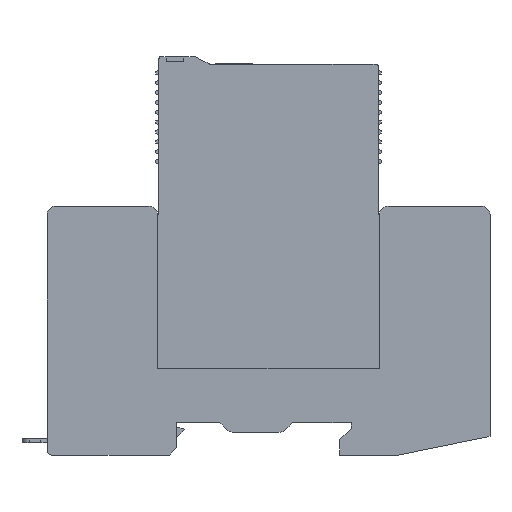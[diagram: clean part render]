
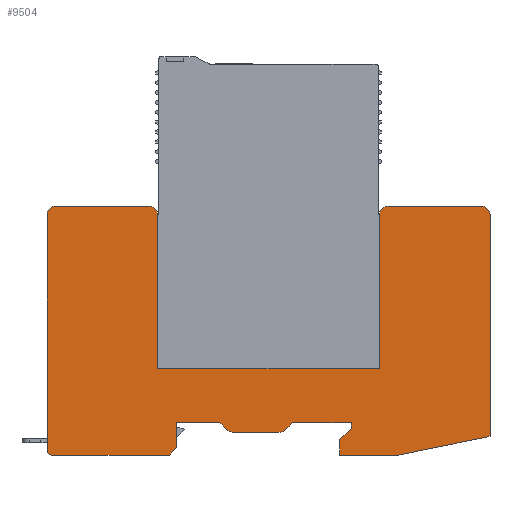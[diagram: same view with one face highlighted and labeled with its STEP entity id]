
A CAD part, front view. The second image highlights one B-rep face of the part: STEP entity #9504.
In plain terms, the highlighted planar face has unit normal (0, -1, 0).
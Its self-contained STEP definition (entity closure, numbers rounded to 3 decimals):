
#8173=DIRECTION('',(1.,0.,0.));
#8174=VECTOR('',#8173,18.9);
#8175=CARTESIAN_POINT('',(-56.19,-22.7,
45.496));
#8176=LINE('',#8175,#8174);
#8180=CARTESIAN_POINT('',(-37.29,-22.7,
43.696));
#8181=DIRECTION('',(0.,1.,0.));
#8182=DIRECTION('',(0.,0.,1.));
#8183=AXIS2_PLACEMENT_3D('',#8180,#8181,#8182);
#8188=DIRECTION('',(0.,0.,-1.));
#8189=VECTOR('',#8188,31.3);
#8190=CARTESIAN_POINT('',(-35.49,-22.7,
43.696));
#8191=LINE('',#8190,#8189);
#8195=DIRECTION('',(1.,0.,0.));
#8196=VECTOR('',#8195,45.);
#8197=CARTESIAN_POINT('',(-35.49,-22.7,
12.396));
#8198=LINE('',#8197,#8196);
#8202=DIRECTION('',(0.,0.,1.));
#8203=VECTOR('',#8202,31.3);
#8204=CARTESIAN_POINT('',(9.51,-22.7,12.396));
#8205=LINE('',#8204,#8203);
#8209=CARTESIAN_POINT('',(11.31,-22.7,43.696));
#8210=DIRECTION('',(0.,1.,0.));
#8211=DIRECTION('',(-1.,0.,0.));
#8212=AXIS2_PLACEMENT_3D('',#8209,#8210,#8211);
#8217=DIRECTION('',(1.,0.,0.));
#8218=VECTOR('',#8217,18.9);
#8219=CARTESIAN_POINT('',(11.31,-22.7,45.496));
#8220=LINE('',#8219,#8218);
#8224=CARTESIAN_POINT('',(30.21,-22.7,43.696));
#8225=DIRECTION('',(0.,1.,0.));
#8226=DIRECTION('',(0.,0.,1.));
#8227=AXIS2_PLACEMENT_3D('',#8224,#8225,#8226);
#8232=DIRECTION('',(0.,0.,-1.));
#8233=VECTOR('',#8232,45.);
#8234=CARTESIAN_POINT('',(32.01,-22.7,43.696));
#8235=LINE('',#8234,#8233);
#8239=DIRECTION('',(-0.98,0.,-0.201));
#8240=VECTOR('',#8239,18.886);
#8241=CARTESIAN_POINT('',(32.01,-22.7,
-1.304));
#8242=LINE('',#8241,#8240);
#8246=DIRECTION('',(-1.,0.,0.));
#8247=VECTOR('',#8246,12.);
#8248=CARTESIAN_POINT('',(13.51,-22.7,
-5.104));
#8249=LINE('',#8248,#8247);
#8253=DIRECTION('',(0.,0.,1.));
#8254=VECTOR('',#8253,3.1);
#8255=CARTESIAN_POINT('',(1.51,-22.7,
-5.104));
#8256=LINE('',#8255,#8254);
#8260=DIRECTION('',(0.707,0.,0.707));
#8261=VECTOR('',#8260,3.253);
#8262=CARTESIAN_POINT('',(1.51,-22.7,
-2.004));
#8263=LINE('',#8262,#8261);
#8267=DIRECTION('',(0.,0.,1.));
#8268=VECTOR('',#8267,1.2);
#8269=CARTESIAN_POINT('',(3.81,-22.7,
0.296));
#8270=LINE('',#8269,#8268);
#8274=DIRECTION('',(-1.,0.,0.));
#8275=VECTOR('',#8274,11.911);
#8276=CARTESIAN_POINT('',(3.81,-22.7,1.496));
#8277=LINE('',#8276,#8275);
#8281=DIRECTION('',(-0.707,0.,-0.707));
#8282=VECTOR('',#8281,2.);
#8283=CARTESIAN_POINT('',(-8.101,-22.7,
1.496));
#8284=LINE('',#8283,#8282);
#8288=CARTESIAN_POINT('',(-10.93,-22.7,
1.496));
#8289=DIRECTION('',(0.,1.,0.));
#8290=DIRECTION('',(0.707,0.,-0.707));
#8291=AXIS2_PLACEMENT_3D('',#8288,#8289,#8290);
#8296=DIRECTION('',(-1.,0.,0.));
#8297=VECTOR('',#8296,9.146);
#8298=CARTESIAN_POINT('',(-10.93,-22.7,
-0.504));
#8299=LINE('',#8298,#8297);
#8303=CARTESIAN_POINT('',(-20.076,-22.7,
1.496));
#8304=DIRECTION('',(0.,1.,0.));
#8305=DIRECTION('',(0.,0.,-1.));
#8306=AXIS2_PLACEMENT_3D('',#8303,#8304,#8305);
#8311=DIRECTION('',(-0.707,0.,0.707));
#8312=VECTOR('',#8311,2.);
#8313=CARTESIAN_POINT('',(-21.49,-22.7,
0.082));
#8314=LINE('',#8313,#8312);
#8318=DIRECTION('',(-1.,0.,0.));
#8319=VECTOR('',#8318,8.786);
#8320=CARTESIAN_POINT('',(-22.904,-22.7,
1.496));
#8321=LINE('',#8320,#8319);
#8325=DIRECTION('',(0.,0.,-1.));
#8326=VECTOR('',#8325,5.1);
#8327=CARTESIAN_POINT('',(-31.69,-22.7,
1.496));
#8328=LINE('',#8327,#8326);
#8332=DIRECTION('',(-0.707,0.,-0.707));
#8333=VECTOR('',#8332,2.121);
#8334=CARTESIAN_POINT('',(-31.69,-22.7,
-3.604));
#8335=LINE('',#8334,#8333);
#8339=DIRECTION('',(-1.,0.,0.));
#8340=VECTOR('',#8339,23.8);
#8341=CARTESIAN_POINT('',(-33.19,-22.7,
-5.104));
#8342=LINE('',#8341,#8340);
#8346=CARTESIAN_POINT('',(-56.99,-22.7,
-4.104));
#8347=DIRECTION('',(0.,1.,0.));
#8348=DIRECTION('',(0.,0.,-1.));
#8349=AXIS2_PLACEMENT_3D('',#8346,#8347,#8348);
#8354=DIRECTION('',(0.,0.,1.));
#8355=VECTOR('',#8354,47.8);
#8356=CARTESIAN_POINT('',(-57.99,-22.7,
-4.104));
#8357=LINE('',#8356,#8355);
#8361=CARTESIAN_POINT('',(-56.19,-22.7,
43.696));
#8362=DIRECTION('',(0.,1.,0.));
#8363=DIRECTION('',(-1.,0.,0.));
#8364=AXIS2_PLACEMENT_3D('',#8361,#8362,#8363);
#9130=CARTESIAN_POINT('',(-33.19,-22.7,
-5.104));
#9131=VERTEX_POINT('',#9130);
#9132=CARTESIAN_POINT('',(-31.69,-22.7,
-3.604));
#9133=VERTEX_POINT('',#9132);
#9184=CARTESIAN_POINT('',(-35.49,-22.7,
43.696));
#9185=VERTEX_POINT('',#9184);
#9186=CARTESIAN_POINT('',(-35.49,-22.7,
12.396));
#9187=VERTEX_POINT('',#9186);
#9188=CARTESIAN_POINT('',(-37.29,-22.7,
45.496));
#9189=VERTEX_POINT('',#9188);
#9190=CARTESIAN_POINT('',(-56.19,-22.7,
45.496));
#9191=VERTEX_POINT('',#9190);
#9192=CARTESIAN_POINT('',(9.51,-22.7,12.396));
#9193=VERTEX_POINT('',#9192);
#9194=CARTESIAN_POINT('',(9.51,-22.7,43.696));
#9195=VERTEX_POINT('',#9194);
#9196=CARTESIAN_POINT('',(11.31,-22.7,45.496));
#9197=VERTEX_POINT('',#9196);
#9198=CARTESIAN_POINT('',(30.21,-22.7,45.496));
#9199=VERTEX_POINT('',#9198);
#9200=CARTESIAN_POINT('',(32.01,-22.7,43.696));
#9201=VERTEX_POINT('',#9200);
#9202=CARTESIAN_POINT('',(32.01,-22.7,
-1.304));
#9203=VERTEX_POINT('',#9202);
#9204=CARTESIAN_POINT('',(13.51,-22.7,
-5.104));
#9205=VERTEX_POINT('',#9204);
#9206=CARTESIAN_POINT('',(1.51,-22.7,
-5.104));
#9207=VERTEX_POINT('',#9206);
#9208=CARTESIAN_POINT('',(1.51,-22.7,
-2.004));
#9209=VERTEX_POINT('',#9208);
#9210=CARTESIAN_POINT('',(3.81,-22.7,
0.296));
#9211=VERTEX_POINT('',#9210);
#9212=CARTESIAN_POINT('',(3.81,-22.7,1.496));
#9213=VERTEX_POINT('',#9212);
#9214=CARTESIAN_POINT('',(-8.101,-22.7,
1.496));
#9215=VERTEX_POINT('',#9214);
#9216=CARTESIAN_POINT('',(-9.515,-22.7,
0.082));
#9217=VERTEX_POINT('',#9216);
#9218=CARTESIAN_POINT('',(-10.93,-22.7,
-0.504));
#9219=VERTEX_POINT('',#9218);
#9220=CARTESIAN_POINT('',(-20.076,-22.7,
-0.504));
#9221=VERTEX_POINT('',#9220);
#9222=CARTESIAN_POINT('',(-21.49,-22.7,
0.082));
#9223=VERTEX_POINT('',#9222);
#9224=CARTESIAN_POINT('',(-22.904,-22.7,
1.496));
#9225=VERTEX_POINT('',#9224);
#9226=CARTESIAN_POINT('',(-31.69,-22.7,
1.496));
#9227=VERTEX_POINT('',#9226);
#9228=CARTESIAN_POINT('',(-56.99,-22.7,
-5.104));
#9229=VERTEX_POINT('',#9228);
#9230=CARTESIAN_POINT('',(-57.99,-22.7,
-4.104));
#9231=VERTEX_POINT('',#9230);
#9232=CARTESIAN_POINT('',(-57.99,-22.7,
43.696));
#9233=VERTEX_POINT('',#9232);
#9446=CARTESIAN_POINT('',(-46.74,-22.7,
19.796));
#9447=DIRECTION('',(0.,-1.,0.));
#9448=DIRECTION('',(0.,0.,-1.));
#9449=AXIS2_PLACEMENT_3D('',#9446,#9447,#9448);
#9450=PLANE('',#9449);
#9452=ORIENTED_EDGE('',*,*,#9451,.T.);
#9453=ORIENTED_EDGE('',*,*,#9438,.T.);
#9454=ORIENTED_EDGE('',*,*,#9427,.T.);
#9456=ORIENTED_EDGE('',*,*,#9455,.T.);
#9458=ORIENTED_EDGE('',*,*,#9457,.T.);
#9460=ORIENTED_EDGE('',*,*,#9459,.T.);
#9462=ORIENTED_EDGE('',*,*,#9461,.T.);
#9464=ORIENTED_EDGE('',*,*,#9463,.T.);
#9466=ORIENTED_EDGE('',*,*,#9465,.T.);
#9468=ORIENTED_EDGE('',*,*,#9467,.T.);
#9470=ORIENTED_EDGE('',*,*,#9469,.T.);
#9472=ORIENTED_EDGE('',*,*,#9471,.T.);
#9474=ORIENTED_EDGE('',*,*,#9473,.T.);
#9476=ORIENTED_EDGE('',*,*,#9475,.T.);
#9478=ORIENTED_EDGE('',*,*,#9477,.T.);
#9480=ORIENTED_EDGE('',*,*,#9479,.T.);
#9482=ORIENTED_EDGE('',*,*,#9481,.T.);
#9484=ORIENTED_EDGE('',*,*,#9483,.T.);
#9486=ORIENTED_EDGE('',*,*,#9485,.T.);
#9488=ORIENTED_EDGE('',*,*,#9487,.T.);
#9490=ORIENTED_EDGE('',*,*,#9489,.T.);
#9492=ORIENTED_EDGE('',*,*,#9491,.T.);
#9493=ORIENTED_EDGE('',*,*,#9349,.T.);
#9495=ORIENTED_EDGE('',*,*,#9494,.T.);
#9497=ORIENTED_EDGE('',*,*,#9496,.T.);
#9499=ORIENTED_EDGE('',*,*,#9498,.T.);
#9501=ORIENTED_EDGE('',*,*,#9500,.T.);
#9502=EDGE_LOOP('',(#9452,#9453,#9454,#9456,#9458,#9460,#9462,#9464,#9466,#9468,
#9470,#9472,#9474,#9476,#9478,#9480,#9482,#9484,#9486,#9488,#9490,#9492,#9493,
#9495,#9497,#9499,#9501));
#9503=FACE_OUTER_BOUND('',#9502,.F.);
#8184=CIRCLE('',#8183,1.8);
#8213=CIRCLE('',#8212,1.8);
#8228=CIRCLE('',#8227,1.8);
#8292=CIRCLE('',#8291,2.);
#8307=CIRCLE('',#8306,2.);
#8350=CIRCLE('',#8349,1.);
#8365=CIRCLE('',#8364,1.8);
#9349=EDGE_CURVE('',#9133,#9131,#8335,.T.);
#9427=EDGE_CURVE('',#9185,#9187,#8191,.T.);
#9438=EDGE_CURVE('',#9189,#9185,#8184,.T.);
#9451=EDGE_CURVE('',#9191,#9189,#8176,.T.);
#9455=EDGE_CURVE('',#9187,#9193,#8198,.T.);
#9457=EDGE_CURVE('',#9193,#9195,#8205,.T.);
#9459=EDGE_CURVE('',#9195,#9197,#8213,.T.);
#9461=EDGE_CURVE('',#9197,#9199,#8220,.T.);
#9463=EDGE_CURVE('',#9199,#9201,#8228,.T.);
#9465=EDGE_CURVE('',#9201,#9203,#8235,.T.);
#9467=EDGE_CURVE('',#9203,#9205,#8242,.T.);
#9469=EDGE_CURVE('',#9205,#9207,#8249,.T.);
#9471=EDGE_CURVE('',#9207,#9209,#8256,.T.);
#9473=EDGE_CURVE('',#9209,#9211,#8263,.T.);
#9475=EDGE_CURVE('',#9211,#9213,#8270,.T.);
#9477=EDGE_CURVE('',#9213,#9215,#8277,.T.);
#9479=EDGE_CURVE('',#9215,#9217,#8284,.T.);
#9481=EDGE_CURVE('',#9217,#9219,#8292,.T.);
#9483=EDGE_CURVE('',#9219,#9221,#8299,.T.);
#9485=EDGE_CURVE('',#9221,#9223,#8307,.T.);
#9487=EDGE_CURVE('',#9223,#9225,#8314,.T.);
#9489=EDGE_CURVE('',#9225,#9227,#8321,.T.);
#9491=EDGE_CURVE('',#9227,#9133,#8328,.T.);
#9494=EDGE_CURVE('',#9131,#9229,#8342,.T.);
#9496=EDGE_CURVE('',#9229,#9231,#8350,.T.);
#9498=EDGE_CURVE('',#9231,#9233,#8357,.T.);
#9500=EDGE_CURVE('',#9233,#9191,#8365,.T.);
#9504=ADVANCED_FACE('',(#9503),#9450,.T.);
